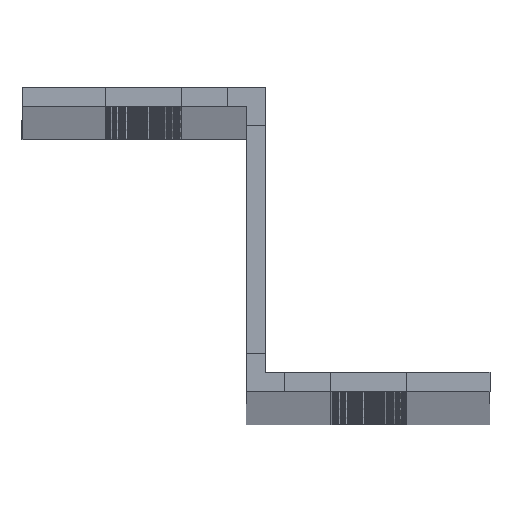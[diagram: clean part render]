
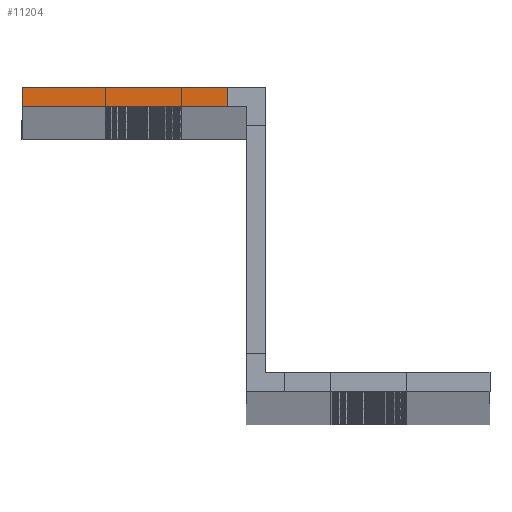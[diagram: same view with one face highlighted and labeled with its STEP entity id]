
A CAD part, top view. The second image highlights one B-rep face of the part: STEP entity #11204.
In plain terms, the highlighted planar face has unit normal (0, 0, 1).
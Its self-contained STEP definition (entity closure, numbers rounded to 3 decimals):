
#1283=FACE_OUTER_BOUND('',#1994,.T.);
#1994=EDGE_LOOP('',(#8850,#8851,#8852,#8853));
#2322=LINE('',#15636,#3378);
#2331=LINE('',#15654,#3387);
#3115=LINE('',#18228,#4171);
#3116=LINE('',#18229,#4172);
#3378=VECTOR('',#12522,10.);
#3387=VECTOR('',#12535,3.313);
#4171=VECTOR('',#14845,10.);
#4172=VECTOR('',#14846,10.);
#4434=VERTEX_POINT('',#15633);
#4435=VERTEX_POINT('',#15635);
#4442=VERTEX_POINT('',#15653);
#5469=VERTEX_POINT('',#18227);
#5474=EDGE_CURVE('',#4435,#4434,#2322,.T.);
#5483=EDGE_CURVE('',#4442,#4435,#2331,.T.);
#6771=EDGE_CURVE('',#4434,#5469,#3115,.T.);
#6772=EDGE_CURVE('',#4442,#5469,#3116,.T.);
#8850=ORIENTED_EDGE('',*,*,#5474,.T.);
#8851=ORIENTED_EDGE('',*,*,#6771,.T.);
#8852=ORIENTED_EDGE('',*,*,#6772,.F.);
#8853=ORIENTED_EDGE('',*,*,#5483,.T.);
#10285=PLANE('',#12253);
#11204=ADVANCED_FACE('',(#1283),#10285,.T.);
#12253=AXIS2_PLACEMENT_3D('',#18226,#14843,#14844);
#12522=DIRECTION('',(0.,1.,0.));
#12535=DIRECTION('',(1.,0.,0.));
#14843=DIRECTION('center_axis',(0.,0.,1.));
#14844=DIRECTION('ref_axis',(1.,0.,0.));
#14845=DIRECTION('',(-1.,0.,0.));
#14846=DIRECTION('',(0.,1.,0.));
#15633=CARTESIAN_POINT('',(-34.5,40.,0.));
#15635=CARTESIAN_POINT('',(-34.5,37.5,0.));
#15636=CARTESIAN_POINT('',(-34.5,37.906,0.));
#15653=CARTESIAN_POINT('',(-61.5,37.5,0.));
#15654=CARTESIAN_POINT('',(-24.093,37.5,0.));
#18226=CARTESIAN_POINT('Origin',(-32.,5.,0.));
#18227=CARTESIAN_POINT('',(-61.5,40.,0.));
#18228=CARTESIAN_POINT('',(-34.5,40.,0.));
#18229=CARTESIAN_POINT('',(-61.5,37.5,0.));
